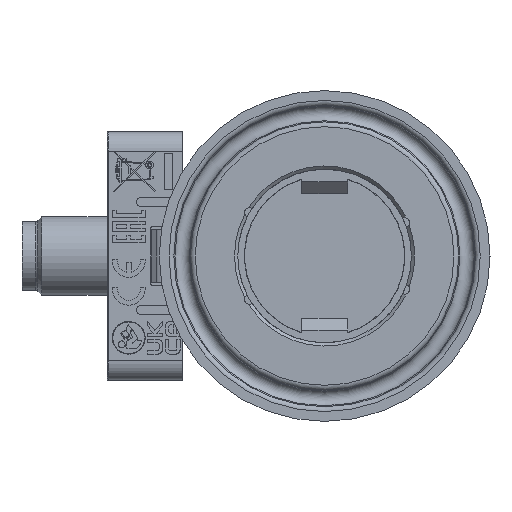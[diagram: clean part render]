
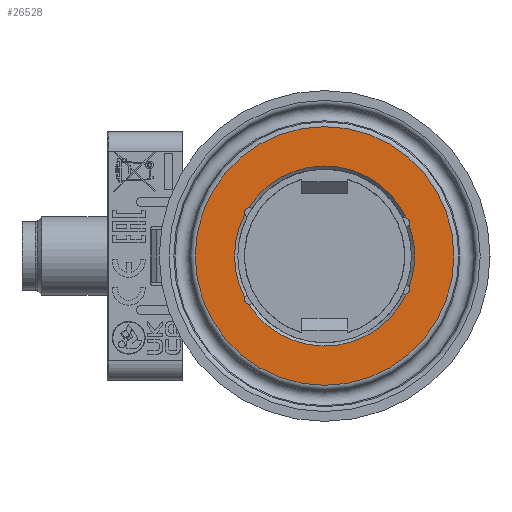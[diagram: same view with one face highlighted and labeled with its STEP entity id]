
A CAD part, left-side view. The second image highlights one B-rep face of the part: STEP entity #26528.
In plain terms, the highlighted planar face has unit normal (-1, 0, 0).
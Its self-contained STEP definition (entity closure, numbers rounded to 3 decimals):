
#198=FACE_BOUND('',#10057,.T.);
#415=CIRCLE('',#28021,0.75);
#416=CIRCLE('',#28024,0.75);
#417=CIRCLE('',#28027,0.75);
#418=CIRCLE('',#28030,0.75);
#419=CIRCLE('',#28032,19.747);
#420=CIRCLE('',#28033,19.747);
#421=CIRCLE('',#28034,13.75);
#422=CIRCLE('',#28035,13.75);
#423=CIRCLE('',#28036,13.75);
#424=CIRCLE('',#28037,13.75);
#1182=PLANE('',#28031);
#8574=FACE_OUTER_BOUND('',#10056,.T.);
#10056=EDGE_LOOP('',(#20718,#20719));
#10057=EDGE_LOOP('',(#20720,#20721,#20722,#20723,#20724,#20725,#20726,#20727));
#12881=VERTEX_POINT('',#40322);
#12882=VERTEX_POINT('',#40329);
#12884=VERTEX_POINT('',#40344);
#12885=VERTEX_POINT('',#40351);
#12887=VERTEX_POINT('',#40366);
#12888=VERTEX_POINT('',#40373);
#12890=VERTEX_POINT('',#40388);
#12891=VERTEX_POINT('',#40395);
#12892=VERTEX_POINT('',#40404);
#12893=VERTEX_POINT('',#40405);
#15777=EDGE_CURVE('',#12882,#12881,#415,.T.);
#15782=EDGE_CURVE('',#12885,#12884,#416,.T.);
#15787=EDGE_CURVE('',#12888,#12887,#417,.T.);
#15792=EDGE_CURVE('',#12891,#12890,#418,.T.);
#15794=EDGE_CURVE('',#12892,#12893,#419,.T.);
#15795=EDGE_CURVE('',#12893,#12892,#420,.T.);
#15796=EDGE_CURVE('',#12881,#12888,#421,.T.);
#15797=EDGE_CURVE('',#12887,#12891,#422,.T.);
#15798=EDGE_CURVE('',#12890,#12885,#423,.T.);
#15799=EDGE_CURVE('',#12884,#12882,#424,.T.);
#20718=ORIENTED_EDGE('',*,*,#15794,.F.);
#20719=ORIENTED_EDGE('',*,*,#15795,.F.);
#20720=ORIENTED_EDGE('',*,*,#15777,.T.);
#20721=ORIENTED_EDGE('',*,*,#15796,.T.);
#20722=ORIENTED_EDGE('',*,*,#15787,.T.);
#20723=ORIENTED_EDGE('',*,*,#15797,.T.);
#20724=ORIENTED_EDGE('',*,*,#15792,.T.);
#20725=ORIENTED_EDGE('',*,*,#15798,.T.);
#20726=ORIENTED_EDGE('',*,*,#15782,.T.);
#20727=ORIENTED_EDGE('',*,*,#15799,.T.);
#26528=ADVANCED_FACE('',(#8574,#198),#1182,.T.);
#28021=AXIS2_PLACEMENT_3D('',#40330,#31079,#31080);
#28024=AXIS2_PLACEMENT_3D('',#40352,#31086,#31087);
#28027=AXIS2_PLACEMENT_3D('',#40374,#31093,#31094);
#28030=AXIS2_PLACEMENT_3D('',#40396,#31100,#31101);
#28031=AXIS2_PLACEMENT_3D('',#40403,#31102,#31103);
#28032=AXIS2_PLACEMENT_3D('',#40406,#31104,#31105);
#28033=AXIS2_PLACEMENT_3D('',#40407,#31106,#31107);
#28034=AXIS2_PLACEMENT_3D('',#40408,#31108,#31109);
#28035=AXIS2_PLACEMENT_3D('',#40409,#31110,#31111);
#28036=AXIS2_PLACEMENT_3D('',#40410,#31112,#31113);
#28037=AXIS2_PLACEMENT_3D('',#40411,#31114,#31115);
#31079=DIRECTION('center_axis',(1.,0.,0.));
#31080=DIRECTION('ref_axis',(0.,0.,1.));
#31086=DIRECTION('center_axis',(1.,0.,0.));
#31087=DIRECTION('ref_axis',(0.,0.,1.));
#31093=DIRECTION('center_axis',(1.,0.,0.));
#31094=DIRECTION('ref_axis',(0.,0.,1.));
#31100=DIRECTION('center_axis',(1.,0.,0.));
#31101=DIRECTION('ref_axis',(0.,0.,1.));
#31102=DIRECTION('center_axis',(-1.,0.,0.));
#31103=DIRECTION('ref_axis',(0.,0.,1.));
#31104=DIRECTION('center_axis',(1.,0.,0.));
#31105=DIRECTION('ref_axis',(0.,0.,-1.));
#31106=DIRECTION('center_axis',(1.,0.,0.));
#31107=DIRECTION('ref_axis',(0.,0.,-1.));
#31108=DIRECTION('center_axis',(1.,0.,0.));
#31109=DIRECTION('ref_axis',(0.,1.,0.));
#31110=DIRECTION('center_axis',(1.,0.,0.));
#31111=DIRECTION('ref_axis',(0.,1.,0.));
#31112=DIRECTION('center_axis',(1.,0.,0.));
#31113=DIRECTION('ref_axis',(0.,1.,0.));
#31114=DIRECTION('center_axis',(1.,0.,0.));
#31115=DIRECTION('ref_axis',(0.,1.,0.));
#40322=CARTESIAN_POINT('',(-42.5,-12.91,4.731));
#40329=CARTESIAN_POINT('',(-42.5,-12.475,5.783));
#40330=CARTESIAN_POINT('Origin',(-42.5,-12.241,5.071));
#40344=CARTESIAN_POINT('',(-42.5,11.613,7.362));
#40351=CARTESIAN_POINT('',(-42.5,12.182,6.376));
#40352=CARTESIAN_POINT('Origin',(-42.5,11.475,6.625));
#40366=CARTESIAN_POINT('',(-42.5,-12.475,-5.783));
#40373=CARTESIAN_POINT('',(-42.5,-12.91,-4.731));
#40374=CARTESIAN_POINT('Origin',(-42.5,-12.241,-5.071));
#40388=CARTESIAN_POINT('',(-42.5,12.182,-6.376));
#40395=CARTESIAN_POINT('',(-42.5,11.613,-7.362));
#40396=CARTESIAN_POINT('Origin',(-42.5,11.475,-6.625));
#40403=CARTESIAN_POINT('Origin',(-42.5,19.747,0.));
#40404=CARTESIAN_POINT('',(-42.5,19.747,0.));
#40405=CARTESIAN_POINT('',(-42.5,0.,19.747));
#40406=CARTESIAN_POINT('Origin',(-42.5,0.,0.));
#40407=CARTESIAN_POINT('Origin',(-42.5,0.,0.));
#40408=CARTESIAN_POINT('Origin',(-42.5,0.,0.));
#40409=CARTESIAN_POINT('Origin',(-42.5,0.,0.));
#40410=CARTESIAN_POINT('Origin',(-42.5,0.,0.));
#40411=CARTESIAN_POINT('Origin',(-42.5,0.,0.));
